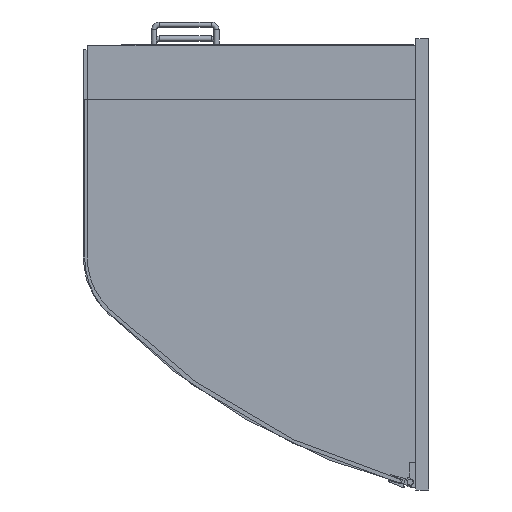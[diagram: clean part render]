
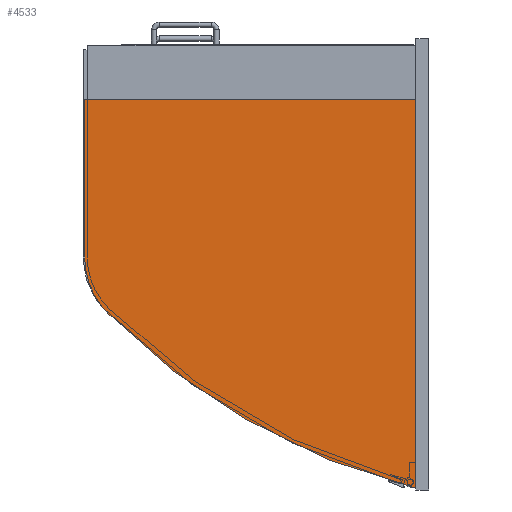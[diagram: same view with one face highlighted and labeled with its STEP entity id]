
A CAD part, left-side view. The second image highlights one B-rep face of the part: STEP entity #4533.
In plain terms, the highlighted planar face has unit normal (-1, 0, 0).
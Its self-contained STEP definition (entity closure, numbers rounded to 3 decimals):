
#57=CIRCLE('',#4872,123.);
#59=CIRCLE('',#4875,1022.);
#61=CIRCLE('',#4878,3.);
#405=FACE_OUTER_BOUND('',#667,.T.);
#667=EDGE_LOOP('',(#3475,#3476,#3477,#3478,#3479,#3480));
#1047=LINE('',#7032,#1549);
#1051=LINE('',#7040,#1553);
#1054=LINE('',#7046,#1556);
#1549=VECTOR('',#5670,10.);
#1553=VECTOR('',#5676,10.);
#1556=VECTOR('',#5681,10.);
#1997=VERTEX_POINT('',#7030);
#1998=VERTEX_POINT('',#7031);
#2001=VERTEX_POINT('',#7039);
#2003=VERTEX_POINT('',#7045);
#2005=VERTEX_POINT('',#7051);
#2007=VERTEX_POINT('',#7057);
#2527=EDGE_CURVE('',#1997,#1998,#1047,.T.);
#2531=EDGE_CURVE('',#1998,#2001,#1051,.T.);
#2534=EDGE_CURVE('',#2001,#2003,#1054,.T.);
#2537=EDGE_CURVE('',#2003,#2005,#57,.T.);
#2540=EDGE_CURVE('',#2005,#2007,#59,.T.);
#2543=EDGE_CURVE('',#2007,#1997,#61,.T.);
#3475=ORIENTED_EDGE('',*,*,#2543,.T.);
#3476=ORIENTED_EDGE('',*,*,#2527,.T.);
#3477=ORIENTED_EDGE('',*,*,#2531,.T.);
#3478=ORIENTED_EDGE('',*,*,#2534,.T.);
#3479=ORIENTED_EDGE('',*,*,#2537,.T.);
#3480=ORIENTED_EDGE('',*,*,#2540,.T.);
#4318=PLANE('',#4880);
#4533=ADVANCED_FACE('',(#405),#4318,.T.);
#4872=AXIS2_PLACEMENT_3D('',#7052,#5686,#5687);
#4875=AXIS2_PLACEMENT_3D('',#7058,#5693,#5694);
#4878=AXIS2_PLACEMENT_3D('',#7063,#5700,#5701);
#4880=AXIS2_PLACEMENT_3D('',#7065,#5704,#5705);
#5670=DIRECTION('',(0.,0.,1.));
#5676=DIRECTION('',(0.,1.,0.));
#5681=DIRECTION('',(0.,0.,-1.));
#5686=DIRECTION('center_axis',(-1.,0.,0.));
#5687=DIRECTION('ref_axis',(0.,1.,0.));
#5693=DIRECTION('center_axis',(-1.,0.,0.));
#5694=DIRECTION('ref_axis',(0.,0.708,-0.707));
#5700=DIRECTION('center_axis',(-1.,0.,0.));
#5701=DIRECTION('ref_axis',(0.,0.248,-0.969));
#5704=DIRECTION('center_axis',(-1.,0.,0.));
#5705=DIRECTION('ref_axis',(0.,0.,1.));
#7030=CARTESIAN_POINT('',(-880.5,0.,-340.645));
#7031=CARTESIAN_POINT('',(-880.5,0.,254.5));
#7032=CARTESIAN_POINT('',(-880.5,0.,-347.5));
#7039=CARTESIAN_POINT('',(-880.5,510.,254.5));
#7040=CARTESIAN_POINT('',(-880.5,0.,254.5));
#7045=CARTESIAN_POINT('',(-880.5,510.,11.5));
#7046=CARTESIAN_POINT('',(-880.5,510.,254.5));
#7051=CARTESIAN_POINT('',(-880.5,474.049,-75.4));
#7052=CARTESIAN_POINT('Origin',(-880.5,387.,11.5));
#7057=CARTESIAN_POINT('',(-880.5,3.743,-343.551));
#7058=CARTESIAN_POINT('Origin',(-880.5,-249.233,646.644));
#7063=CARTESIAN_POINT('Origin',(-880.5,3.,-340.645));
#7065=CARTESIAN_POINT('Origin',(-880.5,255.,-44.572));
